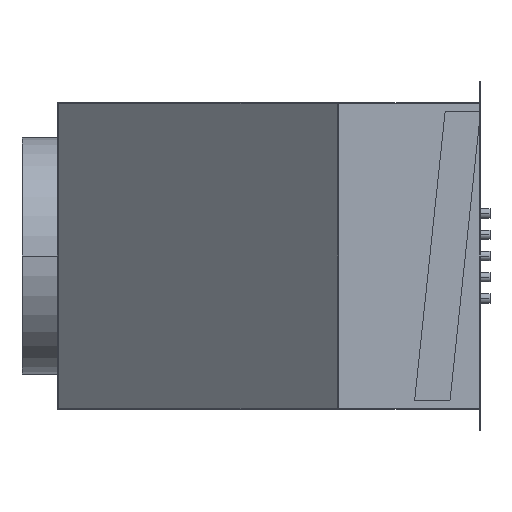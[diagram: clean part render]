
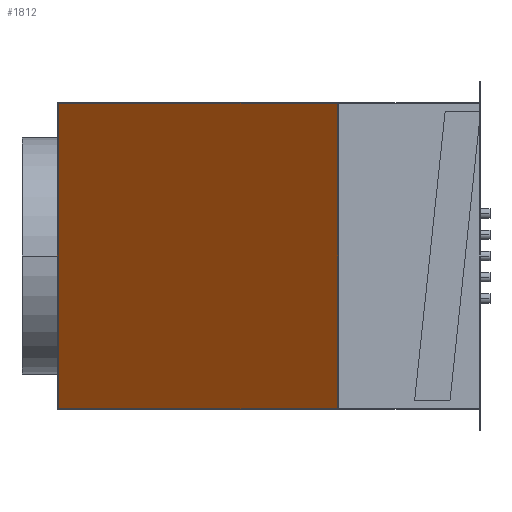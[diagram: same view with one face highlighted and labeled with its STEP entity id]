
A CAD part, left-side view. The second image highlights one B-rep face of the part: STEP entity #1812.
In plain terms, the highlighted planar face has unit normal (-0.715, 0.699, 0).
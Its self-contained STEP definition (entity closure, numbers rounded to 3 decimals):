
#537=DIRECTION('',(-0.699,-0.715,0.));
#538=VECTOR('',#537,332.149);
#539=CARTESIAN_POINT('',(-180.,358.5,130.));
#540=LINE('',#539,#538);
#557=DIRECTION('',(0.,0.,-1.));
#558=VECTOR('',#557,260.);
#559=CARTESIAN_POINT('',(-412.2,121.,130.));
#560=LINE('',#559,#558);
#591=DIRECTION('',(-0.699,-0.715,0.));
#592=VECTOR('',#591,332.149);
#593=CARTESIAN_POINT('',(-180.,358.5,-130.));
#594=LINE('',#593,#592);
#595=DIRECTION('',(0.,0.,-1.));
#596=VECTOR('',#595,260.);
#597=CARTESIAN_POINT('',(-180.,358.5,130.));
#598=LINE('',#597,#596);
#725=CARTESIAN_POINT('',(-180.,358.5,130.));
#726=VERTEX_POINT('',#725);
#727=CARTESIAN_POINT('',(-412.2,121.,130.));
#728=VERTEX_POINT('',#727);
#733=CARTESIAN_POINT('',(-180.,358.5,-130.));
#734=VERTEX_POINT('',#733);
#735=CARTESIAN_POINT('',(-412.2,121.,-130.));
#736=VERTEX_POINT('',#735);
#1801=CARTESIAN_POINT('',(-180.,358.5,130.));
#1802=DIRECTION('',(-0.715,0.699,0.));
#1803=DIRECTION('',(-0.699,-0.715,0.));
#1804=AXIS2_PLACEMENT_3D('',#1801,#1802,#1803);
#1805=PLANE('',#1804);
#1806=ORIENTED_EDGE('',*,*,#1750,.F.);
#1807=ORIENTED_EDGE('',*,*,#1790,.F.);
#1808=ORIENTED_EDGE('',*,*,#1713,.T.);
#1809=ORIENTED_EDGE('',*,*,#1732,.T.);
#1810=EDGE_LOOP('',(#1806,#1807,#1808,#1809));
#1811=FACE_OUTER_BOUND('',#1810,.F.);
#1812=ADVANCED_FACE('',(#1811),#1805,.T.);
#1713=EDGE_CURVE('',#726,#728,#540,.T.);
#1732=EDGE_CURVE('',#728,#736,#560,.T.);
#1750=EDGE_CURVE('',#734,#736,#594,.T.);
#1790=EDGE_CURVE('',#726,#734,#598,.T.);
